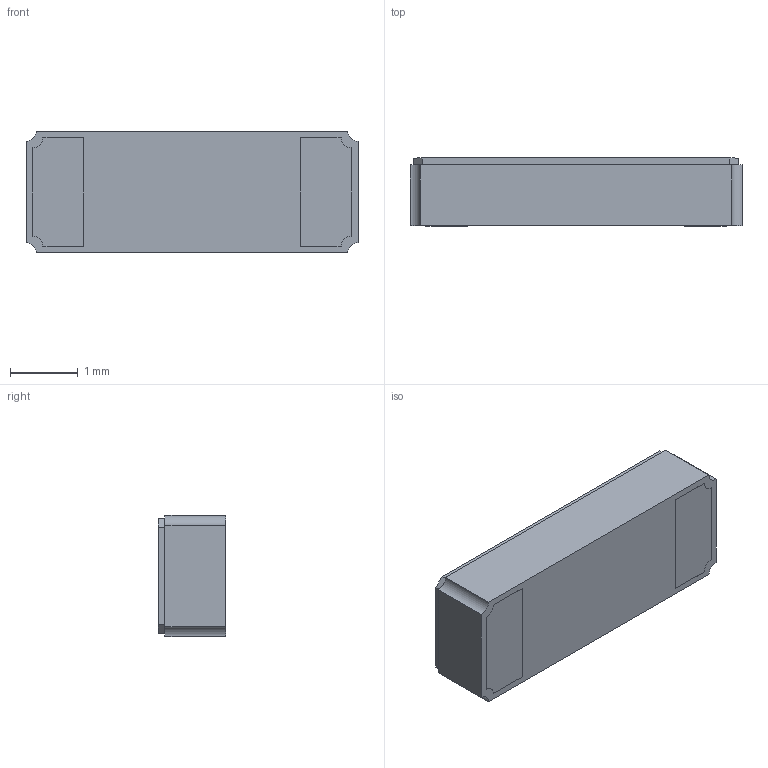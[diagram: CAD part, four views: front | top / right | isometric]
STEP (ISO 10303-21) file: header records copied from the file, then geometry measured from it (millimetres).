
FILE_DESCRIPTION (( 'STEP AP214' ), '1' );
FILE_NAME ('User Library-ASB 10.STEP', '2016-08-21T19:15:55', ( 'Windows User' ), ( '' ), 'SwSTEP 2.0', 'SolidWorks 2016', '' );
FILE_SCHEMA (( 'AUTOMOTIVE_DESIGN' ));
Length unit declared in the file: millimetre
Products named in the file (1): User Library-ASB 10
Bounding box: 4.9 x 1 x 1.8 mm (x, y, z)
Volume: 8.7 mm3; surface area: 30.6 mm2
Topology: 1 solids, 1 shells, 103 faces, 267 edges, 178 vertices
Faces by surface type: plane 62, bspline 33, cylinder 8
Entity records: 5847 total; most frequent: CARTESIAN_POINT 2638, ORIENTED_EDGE 534, DIRECTION 359, EDGE_CURVE 267, VECTOR 185, LINE 185, VERTEX_POINT 178, EDGE_LOOP 115
